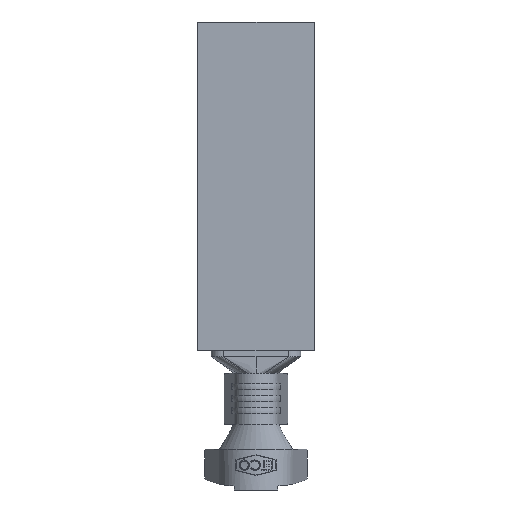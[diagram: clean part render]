
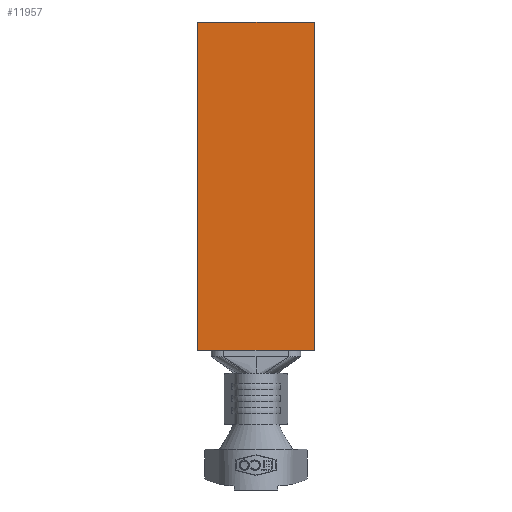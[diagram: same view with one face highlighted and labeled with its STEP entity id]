
A CAD part, front view. The second image highlights one B-rep face of the part: STEP entity #11957.
In plain terms, the highlighted planar face has unit normal (0, -1, 0).
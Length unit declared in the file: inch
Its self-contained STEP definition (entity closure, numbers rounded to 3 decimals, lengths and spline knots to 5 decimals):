
#69 = DIRECTION ( 'NONE',  ( 0., 0., -1. ) ) ;
#211 = CARTESIAN_POINT ( 'NONE',  ( -0.15, 0., 0.147 ) ) ;
#831 = ORIENTED_EDGE ( 'NONE', *, *, #8150, .F. ) ;
#1568 = DIRECTION ( 'NONE',  ( 1., 0., 0. ) ) ;
#1779 = ORIENTED_EDGE ( 'NONE', *, *, #11167, .F. ) ;
#2653 = CARTESIAN_POINT ( 'NONE',  ( -0.15, 0., 0.147 ) ) ;
#3028 = CARTESIAN_POINT ( 'NONE',  ( -0.15, 0., 0.147 ) ) ;
#3039 = LINE ( 'NONE', #12093, #9640 ) ;
#3218 = CARTESIAN_POINT ( 'NONE',  ( -0.15, 0., -0.147 ) ) ;
#3961 = EDGE_LOOP ( 'NONE', ( #10852, #1779, #831, #15780 ) ) ;
#6037 = LINE ( 'NONE', #15893, #6453 ) ;
#6453 = VECTOR ( 'NONE', #6666, 39.37008 ) ;
#6666 = DIRECTION ( 'NONE',  ( 1., 0., 0. ) ) ;
#7115 = FACE_OUTER_BOUND ( 'NONE', #3961, .T. ) ;
#8150 = EDGE_CURVE ( 'NONE', #9622, #10423, #9899, .T. ) ;
#8937 = VERTEX_POINT ( 'NONE', #11178 ) ;
#9622 = VERTEX_POINT ( 'NONE', #2653 ) ;
#9640 = VECTOR ( 'NONE', #13445, 39.37008 ) ;
#9661 = PLANE ( 'NONE',  #13018 ) ;
#9813 = VECTOR ( 'NONE', #69, 39.37008 ) ;
#9899 = LINE ( 'NONE', #211, #12940 ) ;
#10423 = VERTEX_POINT ( 'NONE', #15337 ) ;
#10601 = CARTESIAN_POINT ( 'NONE',  ( -0.15, 0., 0.147 ) ) ;
#10852 = ORIENTED_EDGE ( 'NONE', *, *, #14188, .T. ) ;
#11167 = EDGE_CURVE ( 'NONE', #10423, #8937, #3039, .T. ) ;
#11178 = CARTESIAN_POINT ( 'NONE',  ( 0.6815, 0., -0.147 ) ) ;
#11957 = ADVANCED_FACE ( 'NONE', ( #7115 ), #9661, .F. ) ;
#12093 = CARTESIAN_POINT ( 'NONE',  ( 0.6815, 0., 0.147 ) ) ;
#12258 = DIRECTION ( 'NONE',  ( 0., 0., 1. ) ) ;
#12658 = EDGE_CURVE ( 'NONE', #9622, #14327, #13706, .T. ) ;
#12940 = VECTOR ( 'NONE', #1568, 39.37008 ) ;
#13018 = AXIS2_PLACEMENT_3D ( 'NONE', #3028, #16217, #12258 ) ;
#13445 = DIRECTION ( 'NONE',  ( 0., 0., -1. ) ) ;
#13706 = LINE ( 'NONE', #10601, #9813 ) ;
#14188 = EDGE_CURVE ( 'NONE', #14327, #8937, #6037, .T. ) ;
#14327 = VERTEX_POINT ( 'NONE', #3218 ) ;
#15337 = CARTESIAN_POINT ( 'NONE',  ( 0.6815, 0., 0.147 ) ) ;
#15780 = ORIENTED_EDGE ( 'NONE', *, *, #12658, .T. ) ;
#15893 = CARTESIAN_POINT ( 'NONE',  ( -0.15, 0., -0.147 ) ) ;
#16217 = DIRECTION ( 'NONE',  ( 0., 1., 0. ) ) ;
